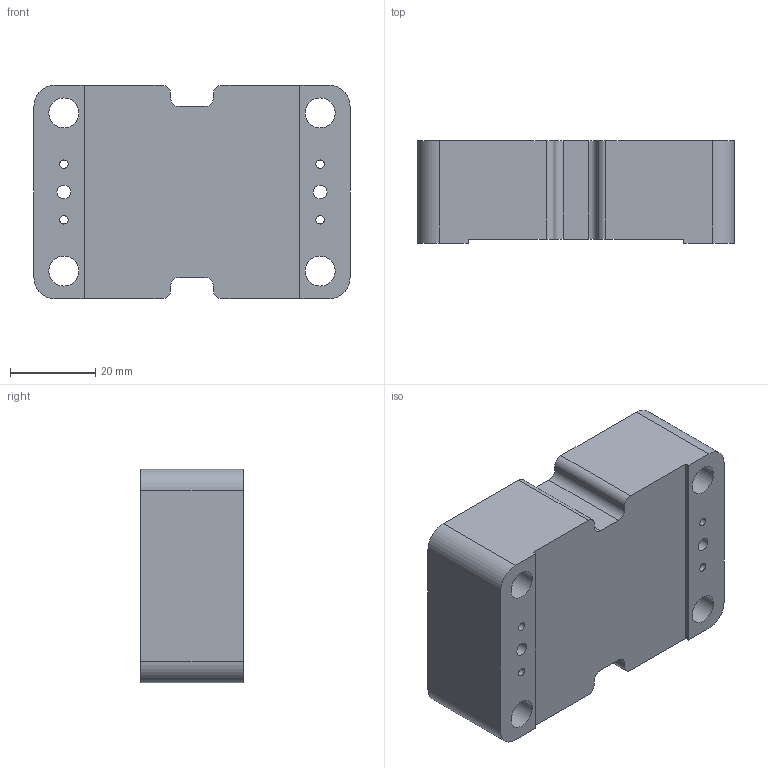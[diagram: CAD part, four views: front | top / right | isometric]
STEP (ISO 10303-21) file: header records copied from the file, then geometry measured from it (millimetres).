
FILE_DESCRIPTION(('FreeCAD Model'),'2;1');
FILE_NAME('Open CASCADE Shape Model','2024-02-19T08:31:05',(''),(''), 'Open CASCADE STEP processor 7.6','FreeCAD','Unknown');
FILE_SCHEMA(('AUTOMOTIVE_DESIGN { 1 0 10303 214 1 1 1 1 }'));
Length unit declared in the file: millimetre
Products named in the file (1): Cell Body with Flat-Bottom Ports
Bounding box: 74 x 24 x 50 mm (x, y, z)
Volume: 78852.3 mm3; surface area: 16250.4 mm2
Topology: 1 solids, 1 shells, 48 faces, 126 edges, 84 vertices
Faces by surface type: cylinder 26, plane 22
Full cylindrical faces by diameter (mm): 2 x4, 3.2 x2, 5.4 x4, 7 x4
Entity records: 3322 total; most frequent: CARTESIAN_POINT 751, DIRECTION 488, LINE 274, VECTOR 274, ORIENTED_EDGE 252, PCURVE 252, DEFINITIONAL_REPRESENTATION 252, EDGE_CURVE 126
